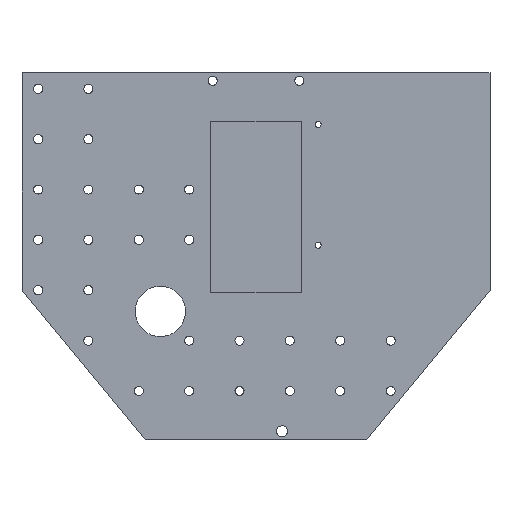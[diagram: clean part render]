
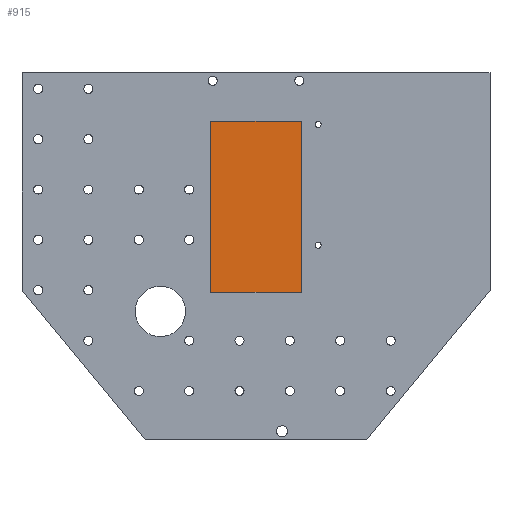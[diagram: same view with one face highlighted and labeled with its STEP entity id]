
A CAD part, top view. The second image highlights one B-rep face of the part: STEP entity #915.
In plain terms, the highlighted planar face has unit normal (0, 0, 1).
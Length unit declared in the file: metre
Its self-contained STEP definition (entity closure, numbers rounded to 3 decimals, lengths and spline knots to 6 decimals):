
#307=ORIENTED_EDGE('',*,*,#404,.F.);
#308=ORIENTED_EDGE('',*,*,#407,.T.);
#309=ORIENTED_EDGE('',*,*,#409,.T.);
#310=ORIENTED_EDGE('',*,*,#410,.F.);
#404=EDGE_CURVE('',#495,#496,#526,.T.);
#407=EDGE_CURVE('',#495,#497,#529,.T.);
#409=EDGE_CURVE('',#497,#498,#531,.T.);
#410=EDGE_CURVE('',#496,#498,#532,.T.);
#495=VERTEX_POINT('',#1525);
#496=VERTEX_POINT('',#1527);
#497=VERTEX_POINT('',#1531);
#498=VERTEX_POINT('',#1535);
#526=LINE('',#1526,#560);
#529=LINE('',#1532,#563);
#531=LINE('',#1536,#565);
#532=LINE('',#1538,#566);
#560=VECTOR('',#1289,1.);
#563=VECTOR('',#1294,1.);
#565=VECTOR('',#1298,1.);
#566=VECTOR('',#1301,1.);
#710=EDGE_LOOP('',(#307,#308,#309,#310));
#854=FACE_BOUND('',#710,.T.);
#868=PLANE('',#1041);
#915=ADVANCED_FACE('',(#854),#868,.T.);
#1041=AXIS2_PLACEMENT_3D('',#1539,#1302,#1303);
#1289=DIRECTION('',(1.,0.,0.));
#1294=DIRECTION('',(0.,-1.,0.));
#1298=DIRECTION('',(1.,0.,0.));
#1301=DIRECTION('',(0.,-1.,0.));
#1302=DIRECTION('',(0.,0.,1.));
#1303=DIRECTION('',(1.,0.,0.));
#1525=CARTESIAN_POINT('',(-0.0225,-0.02,0.019));
#1526=CARTESIAN_POINT('',(0.,-0.02,0.019));
#1527=CARTESIAN_POINT('',(0.0225,-0.02,0.019));
#1531=CARTESIAN_POINT('',(-0.0225,-0.105,0.019));
#1532=CARTESIAN_POINT('',(-0.0225,-0.0625,0.019));
#1535=CARTESIAN_POINT('',(0.0225,-0.105,0.019));
#1536=CARTESIAN_POINT('',(0.,-0.105,0.019));
#1538=CARTESIAN_POINT('',(0.0225,-0.0625,0.019));
#1539=CARTESIAN_POINT('',(0.,-0.074826,0.019));
